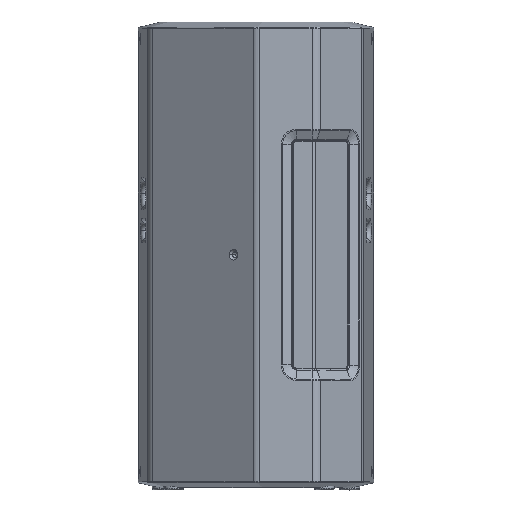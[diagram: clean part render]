
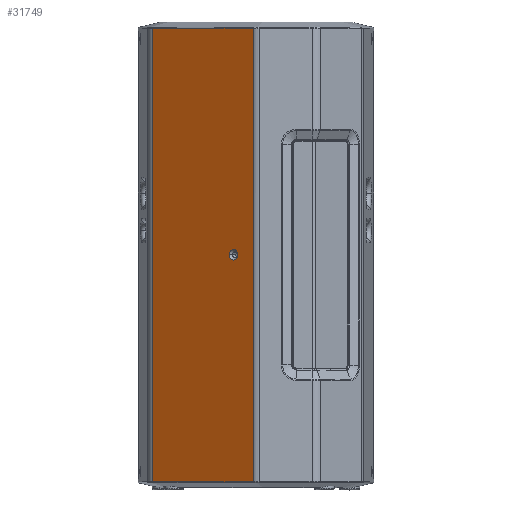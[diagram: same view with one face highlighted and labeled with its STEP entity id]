
A CAD part, top view. The second image highlights one B-rep face of the part: STEP entity #31749.
In plain terms, the highlighted planar face has unit normal (-0.574, 0, 0.819).
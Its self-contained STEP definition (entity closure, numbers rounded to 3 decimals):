
#743 = CARTESIAN_POINT ( 'NONE',  ( -50.662, 0., 159.526 ) ) ;
#992 = VERTEX_POINT ( 'NONE', #38015 ) ;
#2904 = CARTESIAN_POINT ( 'NONE',  ( -7.165, -430.938, 189.983 ) ) ;
#3012 = CARTESIAN_POINT ( 'NONE',  ( -34.279, 0., 170.997 ) ) ;
#3104 = CARTESIAN_POINT ( 'NONE',  ( -169.105, -430.938, 76.592 ) ) ;
#3300 = CARTESIAN_POINT ( 'NONE',  ( -8.664, -430.938, 188.933 ) ) ;
#4422 = CARTESIAN_POINT ( 'NONE',  ( -6.165, 430.938, 190.683 ) ) ;
#5011 = ORIENTED_EDGE ( 'NONE', *, *, #37670, .T. ) ;
#5048 = CARTESIAN_POINT ( 'NONE',  ( -197.094, 432.5, 56.993 ) ) ;
#5056 = EDGE_CURVE ( 'NONE', #22979, #14432, #32957, .T. ) ;
#5223 = VERTEX_POINT ( 'NONE', #743 ) ;
#5391 = CARTESIAN_POINT ( 'NONE',  ( -101.13, 430.938, 124.188 ) ) ;
#5600 = CARTESIAN_POINT ( 'NONE',  ( -196.594, 430.941, 57.343 ) ) ;
#5656 = VECTOR ( 'NONE', #8797, 1000. ) ;
#5785 = CARTESIAN_POINT ( 'NONE',  ( -42.471, 0., 165.262 ) ) ;
#6534 = EDGE_CURVE ( 'NONE', #992, #17279, #11887, .T. ) ;
#7502 = CARTESIAN_POINT ( 'NONE',  ( -5.665, -430.94, 191.033 ) ) ;
#7694 = CARTESIAN_POINT ( 'NONE',  ( -141.115, -430.938, 96.19 ) ) ;
#8108 = B_SPLINE_CURVE_WITH_KNOTS ( 'NONE', 3,
 ( #38647, #11894, #21340, #12467, #39452, #30435, #35237, #3104, #7694, #44103, #53139, #48706, #44286, #39855, #3300, #2904, #35043, #7502, #11690 ),
 .UNSPECIFIED., .F., .F.,
 ( 4, 2, 1, 1, 1, 1, 1, 1, 1, 1, 1, 1, 1, 2, 4 ),
 ( 0., 0.002, 0.004, 0.007, 0.015, 0.029, 0.059, 0.117, 0.176, 0.205, 0.22, 0.227, 0.231, 0.232, 0.234 ),
 .UNSPECIFIED. ) ;
#8797 = DIRECTION ( 'NONE',  ( 0., 1., 0. ) ) ;
#10200 = CARTESIAN_POINT ( 'NONE',  ( -12.163, 430.938, 186.483 ) ) ;
#11690 = CARTESIAN_POINT ( 'NONE',  ( -5.166, -430.938, 191.383 ) ) ;
#11887 = LINE ( 'NONE', #5048, #52915 ) ;
#11894 = CARTESIAN_POINT ( 'NONE',  ( -196.594, -430.941, 57.343 ) ) ;
#12026 = ORIENTED_EDGE ( 'NONE', *, *, #17896, .T. ) ;
#12467 = CARTESIAN_POINT ( 'NONE',  ( -195.095, -430.938, 58.393 ) ) ;
#12483 = AXIS2_PLACEMENT_3D ( 'NONE', #5785, #57018, #14804 ) ;
#14432 = VERTEX_POINT ( 'NONE', #14859 ) ;
#14804 = DIRECTION ( 'NONE',  ( 0.819, 0., 0.574 ) ) ;
#14809 = CARTESIAN_POINT ( 'NONE',  ( -196.095, 430.938, 57.693 ) ) ;
#14859 = CARTESIAN_POINT ( 'NONE',  ( -5.166, 430.938, 191.383 ) ) ;
#15557 = DIRECTION ( 'NONE',  ( -0.819, 0., -0.574 ) ) ;
#17279 = VERTEX_POINT ( 'NONE', #56886 ) ;
#17648 = CARTESIAN_POINT ( 'NONE',  ( -5.166, 432.5, 191.383 ) ) ;
#17672 = EDGE_LOOP ( 'NONE', ( #49659, #5011, #32456, #12026 ) ) ;
#17896 = EDGE_CURVE ( 'NONE', #14432, #992, #39913, .T. ) ;
#18846 = CARTESIAN_POINT ( 'NONE',  ( -33.155, 430.938, 171.785 ) ) ;
#19036 = CARTESIAN_POINT ( 'NONE',  ( -141.115, 430.938, 96.19 ) ) ;
#19306 = DIRECTION ( 'NONE',  ( -0.574, 0., 0.819 ) ) ;
#19621 = CARTESIAN_POINT ( 'NONE',  ( -183.099, 430.938, 66.792 ) ) ;
#21340 = CARTESIAN_POINT ( 'NONE',  ( -196.095, -430.938, 57.693 ) ) ;
#21599 = CIRCLE ( 'NONE', #12483, 10. ) ;
#22979 = VERTEX_POINT ( 'NONE', #40196 ) ;
#23407 = EDGE_CURVE ( 'NONE', #5223, #55245, #21599, .T. ) ;
#23825 = PLANE ( 'NONE',  #49388 ) ;
#27910 = ORIENTED_EDGE ( 'NONE', *, *, #58401, .F. ) ;
#28321 = CARTESIAN_POINT ( 'NONE',  ( -193.596, 430.938, 59.443 ) ) ;
#28514 = CARTESIAN_POINT ( 'NONE',  ( -169.105, 430.938, 76.592 ) ) ;
#28660 = CARTESIAN_POINT ( 'NONE',  ( -204.734, 432.5, 51.644 ) ) ;
#29018 = FACE_OUTER_BOUND ( 'NONE', #17672, .T. ) ;
#30435 = CARTESIAN_POINT ( 'NONE',  ( -190.097, -430.938, 61.893 ) ) ;
#30841 = EDGE_LOOP ( 'NONE', ( #27910, #47286 ) ) ;
#31749 = ADVANCED_FACE ( 'NONE', ( #42029, #29018 ), #23825, .F. ) ;
#32456 = ORIENTED_EDGE ( 'NONE', *, *, #5056, .T. ) ;
#32802 = DIRECTION ( 'NONE',  ( 0.819, 0., 0.574 ) ) ;
#32957 = LINE ( 'NONE', #17648, #5656 ) ;
#35043 = CARTESIAN_POINT ( 'NONE',  ( -6.165, -430.938, 190.683 ) ) ;
#35237 = CARTESIAN_POINT ( 'NONE',  ( -183.099, -430.938, 66.792 ) ) ;
#36154 = AXIS2_PLACEMENT_3D ( 'NONE', #36869, #19306, #32802 ) ;
#36586 = CARTESIAN_POINT ( 'NONE',  ( -7.165, 430.938, 189.983 ) ) ;
#36869 = CARTESIAN_POINT ( 'NONE',  ( -42.471, 0., 165.262 ) ) ;
#37359 = CARTESIAN_POINT ( 'NONE',  ( -190.097, 430.938, 61.893 ) ) ;
#37670 = EDGE_CURVE ( 'NONE', #17279, #22979, #8108, .T. ) ;
#37682 = DIRECTION ( 'NONE',  ( 0.574, 0., -0.819 ) ) ;
#38015 = CARTESIAN_POINT ( 'NONE',  ( -197.094, 430.937, 56.993 ) ) ;
#38647 = CARTESIAN_POINT ( 'NONE',  ( -197.094, -430.937, 56.993 ) ) ;
#39452 = CARTESIAN_POINT ( 'NONE',  ( -193.596, -430.938, 59.443 ) ) ;
#39855 = CARTESIAN_POINT ( 'NONE',  ( -12.163, -430.938, 186.483 ) ) ;
#39913 = B_SPLINE_CURVE_WITH_KNOTS ( 'NONE', 3,
 ( #54673, #50422, #4422, #36586, #50611, #10200, #56230, #18846, #55629, #5391, #19036, #28514, #19621, #37359, #28321, #42411, #14809, #5600, #51198 ),
 .UNSPECIFIED., .F., .F.,
 ( 4, 2, 1, 1, 1, 1, 1, 1, 1, 1, 1, 1, 1, 2, 4 ),
 ( 0., 0.002, 0.004, 0.007, 0.015, 0.029, 0.059, 0.117, 0.176, 0.205, 0.22, 0.227, 0.231, 0.232, 0.234 ),
 .UNSPECIFIED. ) ;
#40196 = CARTESIAN_POINT ( 'NONE',  ( -5.166, -430.938, 191.383 ) ) ;
#42029 = FACE_BOUND ( 'NONE', #30841, .T. ) ;
#42411 = CARTESIAN_POINT ( 'NONE',  ( -195.095, 430.938, 58.393 ) ) ;
#44103 = CARTESIAN_POINT ( 'NONE',  ( -101.13, -430.938, 124.188 ) ) ;
#44286 = CARTESIAN_POINT ( 'NONE',  ( -19.16, -430.938, 181.584 ) ) ;
#46439 = DIRECTION ( 'NONE',  ( 0., -1., 0. ) ) ;
#47286 = ORIENTED_EDGE ( 'NONE', *, *, #23407, .F. ) ;
#48706 = CARTESIAN_POINT ( 'NONE',  ( -33.155, -430.938, 171.785 ) ) ;
#49388 = AXIS2_PLACEMENT_3D ( 'NONE', #28660, #37682, #15557 ) ;
#49659 = ORIENTED_EDGE ( 'NONE', *, *, #6534, .T. ) ;
#50422 = CARTESIAN_POINT ( 'NONE',  ( -5.665, 430.94, 191.033 ) ) ;
#50611 = CARTESIAN_POINT ( 'NONE',  ( -8.664, 430.938, 188.933 ) ) ;
#51198 = CARTESIAN_POINT ( 'NONE',  ( -197.094, 430.937, 56.993 ) ) ;
#51507 = CIRCLE ( 'NONE', #36154, 10. ) ;
#52915 = VECTOR ( 'NONE', #46439, 1000. ) ;
#53139 = CARTESIAN_POINT ( 'NONE',  ( -61.145, -430.938, 152.186 ) ) ;
#54673 = CARTESIAN_POINT ( 'NONE',  ( -5.166, 430.938, 191.383 ) ) ;
#55245 = VERTEX_POINT ( 'NONE', #3012 ) ;
#55629 = CARTESIAN_POINT ( 'NONE',  ( -61.145, 430.938, 152.186 ) ) ;
#56230 = CARTESIAN_POINT ( 'NONE',  ( -19.16, 430.938, 181.584 ) ) ;
#56886 = CARTESIAN_POINT ( 'NONE',  ( -197.094, -430.937, 56.993 ) ) ;
#57018 = DIRECTION ( 'NONE',  ( -0.574, 0., 0.819 ) ) ;
#58401 = EDGE_CURVE ( 'NONE', #55245, #5223, #51507, .T. ) ;
